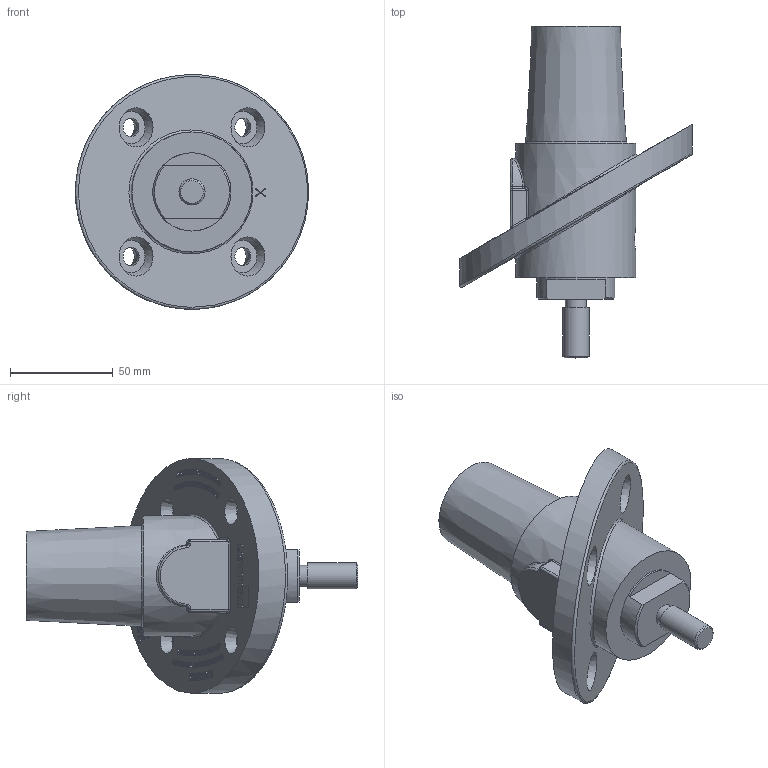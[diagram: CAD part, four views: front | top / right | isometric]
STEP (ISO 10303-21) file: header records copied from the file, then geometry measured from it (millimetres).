
FILE_DESCRIPTION (( 'STEP AP214' ), '1' );
FILE_NAME ('CATSTD-17R24-0SX-M01.STEP', '2021-01-05T14:22:38', ( '' ), ( '' ), 'SwSTEP 2.0', 'SolidWorks 2020', '' );
FILE_SCHEMA (( 'AUTOMOTIVE_DESIGN' ));
Length unit declared in the file: inch
Products named in the file (1): CATSTD-17R24-0SX-M01
Bounding box: 113.46 x 161.62 x 114.24 mm (x, y, z)
Volume: 356067.8 mm3; surface area: 68249.9 mm2
Topology: 1 solids, 5 shells, 1523 faces, 3995 edges, 2648 vertices
Faces by surface type: plane 993, bspline 435, cylinder 61, cone 24, sphere 6, torus 4
Full cylindrical faces by diameter (mm): 2.438 x1, 5.08 x1, 5.174 x1, 6.35 x1, 7.95 x1, 9.017 x4, 10.312 x1, 12.7 x1, 28.575 x1, 38.1 x3, 49.95 x1, 58.42 x1, 63.5 x1
Entity records: 91108 total; most frequent: CARTESIAN_POINT 37013, ORIENTED_EDGE 7840, DIRECTION 5377, EDGE_CURVE 3920, VECTOR 2867, LINE 2867, VERTEX_POINT 2622, EDGE_LOOP 1752
